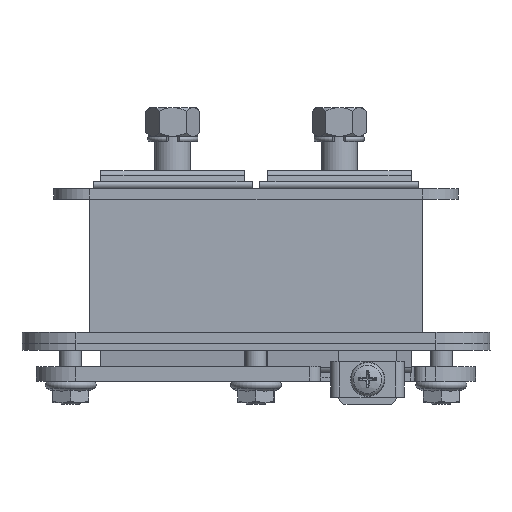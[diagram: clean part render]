
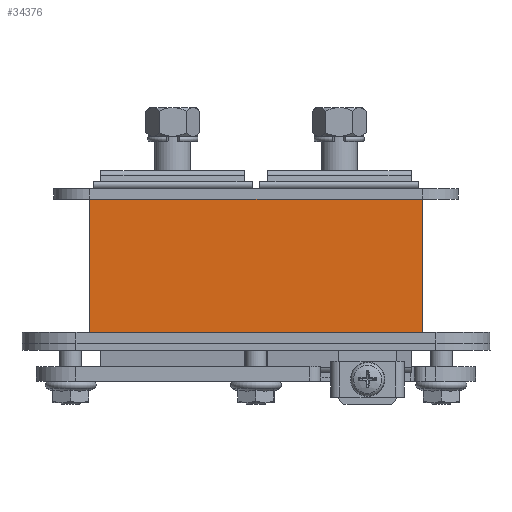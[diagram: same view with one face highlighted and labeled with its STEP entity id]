
A CAD part, front view. The second image highlights one B-rep face of the part: STEP entity #34376.
In plain terms, the highlighted planar face has unit normal (0, -1, 0).
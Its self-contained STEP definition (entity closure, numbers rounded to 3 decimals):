
#2855=FACE_OUTER_BOUND('',#5040,.T.);
#5040=EDGE_LOOP('',(#28782,#28783,#28784,#28785));
#9287=LINE('',#58969,#11770);
#9409=LINE('',#59562,#11892);
#9410=LINE('',#59563,#11893);
#9411=LINE('',#59564,#11894);
#11770=VECTOR('',#48174,1.);
#11892=VECTOR('',#48614,1.);
#11893=VECTOR('',#48615,1.);
#11894=VECTOR('',#48616,1.);
#14523=VERTEX_POINT('',#58965);
#14525=VERTEX_POINT('',#58968);
#14636=VERTEX_POINT('',#59560);
#14637=VERTEX_POINT('',#59561);
#19167=EDGE_CURVE('',#14525,#14523,#9287,.T.);
#19364=EDGE_CURVE('',#14636,#14637,#9409,.T.);
#19365=EDGE_CURVE('',#14636,#14525,#9410,.T.);
#19366=EDGE_CURVE('',#14637,#14523,#9411,.T.);
#28782=ORIENTED_EDGE('',*,*,#19364,.F.);
#28783=ORIENTED_EDGE('',*,*,#19365,.T.);
#28784=ORIENTED_EDGE('',*,*,#19167,.T.);
#28785=ORIENTED_EDGE('',*,*,#19366,.F.);
#30722=PLANE('',#38323);
#34376=ADVANCED_FACE('',(#2855),#30722,.T.);
#38323=AXIS2_PLACEMENT_3D('',#59559,#48612,#48613);
#48174=DIRECTION('',(-1.,0.,0.));
#48612=DIRECTION('center_axis',(0.,-1.,0.));
#48613=DIRECTION('ref_axis',(0.,0.,
-1.));
#48614=DIRECTION('',(-1.,0.,0.));
#48615=DIRECTION('',(0.,0.,1.));
#48616=DIRECTION('',(0.,0.,1.));
#58965=CARTESIAN_POINT('',(-4.62,-10.,0.));
#58968=CARTESIAN_POINT('',(4.62,-10.,0.));
#58969=CARTESIAN_POINT('',(-4.62,-10.,0.));
#59559=CARTESIAN_POINT('Origin',(4.62,-10.,-4.));
#59560=CARTESIAN_POINT('',(4.62,-10.,-3.7));
#59561=CARTESIAN_POINT('',(-4.62,-10.,-3.7));
#59562=CARTESIAN_POINT('',(2.31,-10.,-3.7));
#59563=CARTESIAN_POINT('',(4.62,-10.,-4.));
#59564=CARTESIAN_POINT('',(-4.62,-10.,-4.));
